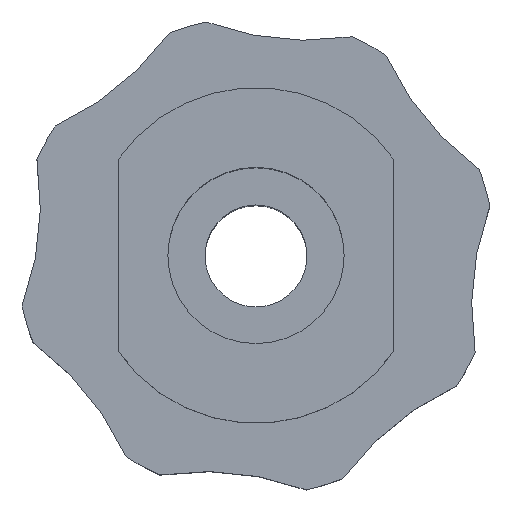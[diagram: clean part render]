
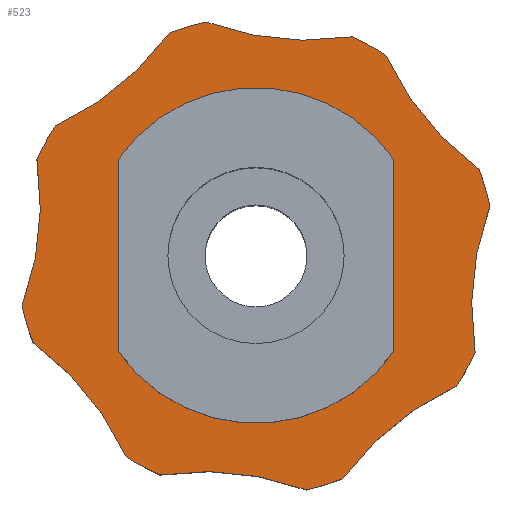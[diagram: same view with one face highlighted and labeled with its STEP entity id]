
A CAD part, top view. The second image highlights one B-rep face of the part: STEP entity #523.
In plain terms, the highlighted planar face has unit normal (0, 0, 1).
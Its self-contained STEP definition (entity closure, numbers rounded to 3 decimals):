
#21=FACE_BOUND('',#161,.T.);
#38=CIRCLE('',#557,6.927);
#40=CIRCLE('',#560,6.927);
#42=CIRCLE('',#563,6.927);
#44=CIRCLE('',#566,6.927);
#46=CIRCLE('',#569,6.927);
#48=CIRCLE('',#572,6.927);
#50=CIRCLE('',#575,6.927);
#52=CIRCLE('',#578,6.927);
#55=CIRCLE('',#582,5.7);
#56=CIRCLE('',#584,5.7);
#59=CIRCLE('',#588,5.7);
#60=CIRCLE('',#590,5.7);
#63=CIRCLE('',#594,5.7);
#64=CIRCLE('',#596,5.7);
#67=CIRCLE('',#600,5.7);
#68=CIRCLE('',#602,5.7);
#70=CIRCLE('',#605,3.115);
#123=FACE_OUTER_BOUND('',#160,.T.);
#160=EDGE_LOOP('',(#439,#440,#441,#442,#443,#444,#445,#446,#447,#448,#449,
#450,#451,#452,#453,#454));
#161=EDGE_LOOP('',(#455));
#238=VERTEX_POINT('',#844);
#239=VERTEX_POINT('',#845);
#242=VERTEX_POINT('',#853);
#243=VERTEX_POINT('',#854);
#246=VERTEX_POINT('',#862);
#247=VERTEX_POINT('',#863);
#250=VERTEX_POINT('',#871);
#251=VERTEX_POINT('',#872);
#254=VERTEX_POINT('',#880);
#255=VERTEX_POINT('',#881);
#258=VERTEX_POINT('',#889);
#259=VERTEX_POINT('',#890);
#262=VERTEX_POINT('',#898);
#263=VERTEX_POINT('',#899);
#266=VERTEX_POINT('',#907);
#267=VERTEX_POINT('',#908);
#270=VERTEX_POINT('',#940);
#293=EDGE_CURVE('',#238,#239,#38,.T.);
#297=EDGE_CURVE('',#242,#243,#40,.T.);
#301=EDGE_CURVE('',#246,#247,#42,.T.);
#305=EDGE_CURVE('',#250,#251,#44,.T.);
#309=EDGE_CURVE('',#254,#255,#46,.T.);
#313=EDGE_CURVE('',#258,#259,#48,.T.);
#317=EDGE_CURVE('',#262,#263,#50,.T.);
#321=EDGE_CURVE('',#266,#267,#52,.T.);
#326=EDGE_CURVE('',#251,#266,#55,.T.);
#327=EDGE_CURVE('',#255,#250,#56,.T.);
#330=EDGE_CURVE('',#247,#254,#59,.T.);
#331=EDGE_CURVE('',#259,#246,#60,.T.);
#334=EDGE_CURVE('',#243,#258,#63,.T.);
#335=EDGE_CURVE('',#263,#242,#64,.T.);
#338=EDGE_CURVE('',#239,#262,#67,.T.);
#339=EDGE_CURVE('',#267,#238,#68,.T.);
#341=EDGE_CURVE('',#270,#270,#70,.T.);
#439=ORIENTED_EDGE('',*,*,#293,.T.);
#440=ORIENTED_EDGE('',*,*,#338,.T.);
#441=ORIENTED_EDGE('',*,*,#317,.T.);
#442=ORIENTED_EDGE('',*,*,#335,.T.);
#443=ORIENTED_EDGE('',*,*,#297,.T.);
#444=ORIENTED_EDGE('',*,*,#334,.T.);
#445=ORIENTED_EDGE('',*,*,#313,.T.);
#446=ORIENTED_EDGE('',*,*,#331,.T.);
#447=ORIENTED_EDGE('',*,*,#301,.T.);
#448=ORIENTED_EDGE('',*,*,#330,.T.);
#449=ORIENTED_EDGE('',*,*,#309,.T.);
#450=ORIENTED_EDGE('',*,*,#327,.T.);
#451=ORIENTED_EDGE('',*,*,#305,.T.);
#452=ORIENTED_EDGE('',*,*,#326,.T.);
#453=ORIENTED_EDGE('',*,*,#321,.T.);
#454=ORIENTED_EDGE('',*,*,#339,.T.);
#455=ORIENTED_EDGE('',*,*,#341,.T.);
#494=PLANE('',#604);
#523=ADVANCED_FACE('',(#123,#21),#494,.T.);
#557=AXIS2_PLACEMENT_3D('',#846,#664,#665);
#560=AXIS2_PLACEMENT_3D('',#855,#672,#673);
#563=AXIS2_PLACEMENT_3D('',#864,#680,#681);
#566=AXIS2_PLACEMENT_3D('',#873,#688,#689);
#569=AXIS2_PLACEMENT_3D('',#882,#696,#697);
#572=AXIS2_PLACEMENT_3D('',#891,#704,#705);
#575=AXIS2_PLACEMENT_3D('',#900,#712,#713);
#578=AXIS2_PLACEMENT_3D('',#909,#720,#721);
#582=AXIS2_PLACEMENT_3D('',#917,#730,#731);
#584=AXIS2_PLACEMENT_3D('',#919,#734,#735);
#588=AXIS2_PLACEMENT_3D('',#923,#742,#743);
#590=AXIS2_PLACEMENT_3D('',#925,#746,#747);
#594=AXIS2_PLACEMENT_3D('',#929,#754,#755);
#596=AXIS2_PLACEMENT_3D('',#931,#758,#759);
#600=AXIS2_PLACEMENT_3D('',#935,#766,#767);
#602=AXIS2_PLACEMENT_3D('',#937,#770,#771);
#604=AXIS2_PLACEMENT_3D('',#939,#774,#775);
#605=AXIS2_PLACEMENT_3D('',#941,#776,#777);
#664=DIRECTION('center_axis',(0.,0.,-1.));
#665=DIRECTION('ref_axis',(-0.154,0.988,0.));
#672=DIRECTION('center_axis',(0.,0.,-1.));
#673=DIRECTION('ref_axis',(-0.988,-0.154,0.));
#680=DIRECTION('center_axis',(0.,0.,-1.));
#681=DIRECTION('ref_axis',(0.154,-0.988,0.));
#688=DIRECTION('center_axis',(0.,0.,-1.));
#689=DIRECTION('ref_axis',(0.988,0.154,0.));
#696=DIRECTION('center_axis',(0.,0.,-1.));
#697=DIRECTION('ref_axis',(0.807,-0.59,0.));
#704=DIRECTION('center_axis',(0.,0.,-1.));
#705=DIRECTION('ref_axis',(-0.59,-0.807,0.));
#712=DIRECTION('center_axis',(0.,0.,-1.));
#713=DIRECTION('ref_axis',(-0.807,0.59,0.));
#720=DIRECTION('center_axis',(0.,0.,-1.));
#721=DIRECTION('ref_axis',(0.59,0.807,0.));
#730=DIRECTION('center_axis',(0.,0.,1.));
#731=DIRECTION('ref_axis',(-1.,0.,0.));
#734=DIRECTION('center_axis',(0.,0.,1.));
#735=DIRECTION('ref_axis',(-1.,0.,0.));
#742=DIRECTION('center_axis',(0.,0.,1.));
#743=DIRECTION('ref_axis',(-1.,0.,0.));
#746=DIRECTION('center_axis',(0.,0.,1.));
#747=DIRECTION('ref_axis',(-1.,0.,0.));
#754=DIRECTION('center_axis',(0.,0.,1.));
#755=DIRECTION('ref_axis',(-1.,0.,0.));
#758=DIRECTION('center_axis',(0.,0.,1.));
#759=DIRECTION('ref_axis',(-1.,0.,0.));
#766=DIRECTION('center_axis',(0.,0.,1.));
#767=DIRECTION('ref_axis',(-1.,0.,0.));
#770=DIRECTION('center_axis',(0.,0.,1.));
#771=DIRECTION('ref_axis',(-1.,0.,0.));
#774=DIRECTION('center_axis',(0.,0.,1.));
#775=DIRECTION('ref_axis',(1.,0.,0.));
#776=DIRECTION('center_axis',(0.,0.,-1.));
#777=DIRECTION('ref_axis',(-1.,0.,0.));
#844=CARTESIAN_POINT('',(-2.289,-5.22,12.65));
#845=CARTESIAN_POINT('',(1.193,-5.574,12.65));
#846=CARTESIAN_POINT('Origin',(-1.225,-12.065,12.65));
#853=CARTESIAN_POINT('',(5.22,-2.289,12.65));
#854=CARTESIAN_POINT('',(5.574,1.193,12.65));
#855=CARTESIAN_POINT('Origin',(12.065,-1.225,12.65));
#862=CARTESIAN_POINT('',(2.289,5.22,12.65));
#863=CARTESIAN_POINT('',(-1.193,5.574,12.65));
#864=CARTESIAN_POINT('Origin',(1.225,12.065,12.65));
#871=CARTESIAN_POINT('',(-5.22,2.289,12.65));
#872=CARTESIAN_POINT('',(-5.574,-1.193,12.65));
#873=CARTESIAN_POINT('Origin',(-12.065,1.225,12.65));
#880=CARTESIAN_POINT('',(-2.073,5.31,12.65));
#881=CARTESIAN_POINT('',(-4.785,3.098,12.65));
#882=CARTESIAN_POINT('Origin',(-7.665,9.397,12.65));
#889=CARTESIAN_POINT('',(5.31,2.073,12.65));
#890=CARTESIAN_POINT('',(3.098,4.785,12.65));
#891=CARTESIAN_POINT('Origin',(9.397,7.665,12.65));
#898=CARTESIAN_POINT('',(2.073,-5.31,12.65));
#899=CARTESIAN_POINT('',(4.785,-3.098,12.65));
#900=CARTESIAN_POINT('Origin',(7.665,-9.397,12.65));
#907=CARTESIAN_POINT('',(-5.31,-2.073,12.65));
#908=CARTESIAN_POINT('',(-3.098,-4.785,12.65));
#909=CARTESIAN_POINT('Origin',(-9.397,-7.665,12.65));
#917=CARTESIAN_POINT('Origin',(0.,0.,12.65));
#919=CARTESIAN_POINT('Origin',(0.,0.,12.65));
#923=CARTESIAN_POINT('Origin',(0.,0.,12.65));
#925=CARTESIAN_POINT('Origin',(0.,0.,12.65));
#929=CARTESIAN_POINT('Origin',(0.,0.,12.65));
#931=CARTESIAN_POINT('Origin',(0.,0.,12.65));
#935=CARTESIAN_POINT('Origin',(0.,0.,12.65));
#937=CARTESIAN_POINT('Origin',(0.,0.,12.65));
#939=CARTESIAN_POINT('Origin',(0.,0.,
12.65));
#940=CARTESIAN_POINT('',(3.115,0.,12.65));
#941=CARTESIAN_POINT('Origin',(0.,0.,12.65));
